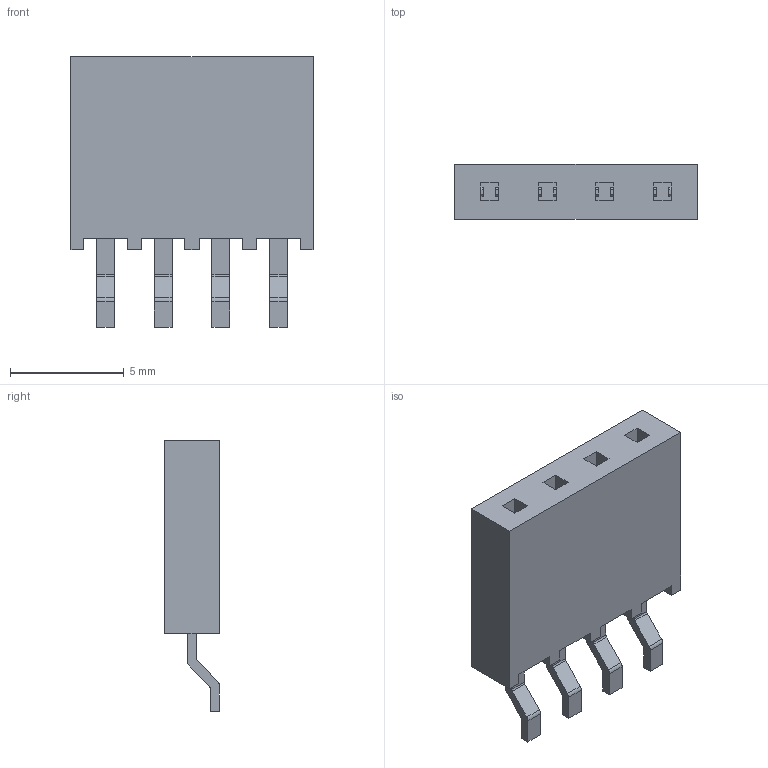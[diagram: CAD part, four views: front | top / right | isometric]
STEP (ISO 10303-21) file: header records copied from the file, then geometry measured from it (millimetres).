
FILE_DESCRIPTION(/* description */ ('STEP AP214'),/* implementation_level */ '2;1');
FILE_NAME(/* name */ 'SMH-104-02-T-S',/* time_stamp */ '2024-10-25T10:47:23+02:00',/* author */ ('License CC BY-ND 4.0'),/* organization */ ('CADENAS'),/* preprocessor_version */ 'ST-DEVELOPER v19.3',/* originating_system */ 'PARTsolutions',/* authorisation */ ' ');
FILE_SCHEMA (('AUTOMOTIVE_DESIGN {1 0 10303 214 3 1 1}'));
Length unit declared in the file: inch
Products named in the file (3): SMH-104-02-T-S; SMH-104-S_socket; C-08-03-04-S_SMH
Assembly tree (2 placements, depth 2):
  SMH-104-02-T-S
    SMH-104-S_socket
    C-08-03-04-S_SMH
Bounding box: 10.67 x 2.41 x 11.94 mm (x, y, z)
Volume: 216 mm3; surface area: 543.9 mm2
Topology: 2 solids, 2 shells, 127 faces, 354 edges, 236 vertices
Faces by surface type: plane 111, cylinder 16
Entity records: 4114 total; most frequent: CARTESIAN_POINT 720, ORIENTED_EDGE 708, DIRECTION 646, EDGE_CURVE 354, LINE 322, VECTOR 322, VERTEX_POINT 236, AXIS2_PLACEMENT_3D 162
